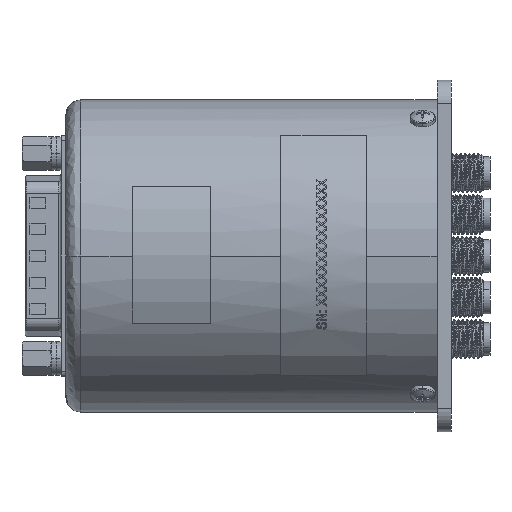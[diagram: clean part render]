
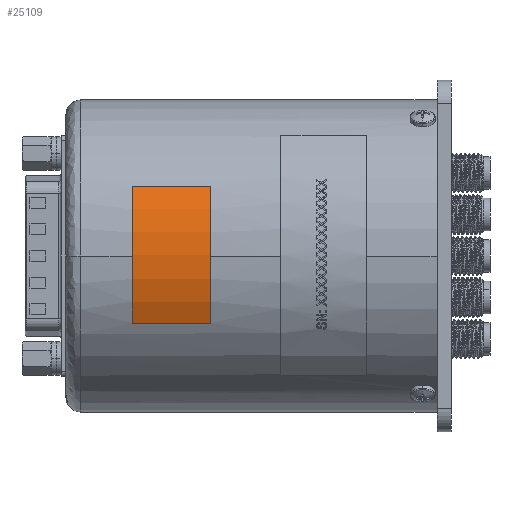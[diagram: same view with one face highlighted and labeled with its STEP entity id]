
A CAD part, left-side view. The second image highlights one B-rep face of the part: STEP entity #25109.
In plain terms, the highlighted cylindrical face has radius 25.624 mm (diameter 51.248 mm), a partial arc.
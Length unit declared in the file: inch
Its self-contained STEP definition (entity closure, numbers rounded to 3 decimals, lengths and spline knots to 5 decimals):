
#2724 = CARTESIAN_POINT ( 'NONE',  ( 0., 1.95, 0. ) ) ;
#3212 = CARTESIAN_POINT ( 'NONE',  ( 0.44279, 1.95, 0.90646 ) ) ;
#3390 = VERTEX_POINT ( 'NONE', #9992 ) ;
#3594 = CARTESIAN_POINT ( 'NONE',  ( 0., 1.95, 0. ) ) ;
#6948 = EDGE_CURVE ( 'NONE', #3390, #8562, #23568, .T. ) ;
#7893 = VECTOR ( 'NONE', #21503, 39.37008 ) ;
#8562 = VERTEX_POINT ( 'NONE', #24716 ) ;
#8869 = DIRECTION ( 'NONE',  ( 0., 0., -1. ) ) ;
#9992 = CARTESIAN_POINT ( 'NONE',  ( -0.43268, 1.95, 0.91133 ) ) ;
#11221 = DIRECTION ( 'NONE',  ( 0., -1., 0. ) ) ;
#11380 = AXIS2_PLACEMENT_3D ( 'NONE', #28422, #17121, #8869 ) ;
#11589 = DIRECTION ( 'NONE',  ( 0., 0., -1. ) ) ;
#14830 = CYLINDRICAL_SURFACE ( 'NONE', #43167, 1.00883 ) ;
#15409 = EDGE_CURVE ( 'NONE', #45883, #3390, #27278, .T. ) ;
#16544 = ORIENTED_EDGE ( 'NONE', *, *, #27731, .F. ) ;
#17121 = DIRECTION ( 'NONE',  ( 0., -1., 0. ) ) ;
#21503 = DIRECTION ( 'NONE',  ( 0., -1., 0. ) ) ;
#22925 = DIRECTION ( 'NONE',  ( 0., -1., 0. ) ) ;
#23055 = DIRECTION ( 'NONE',  ( 0., -1., 0. ) ) ;
#23566 = ORIENTED_EDGE ( 'NONE', *, *, #6948, .T. ) ;
#23568 = LINE ( 'NONE', #47356, #43149 ) ;
#24716 = CARTESIAN_POINT ( 'NONE',  ( -0.43268, 1.45, 0.91133 ) ) ;
#25109 = ADVANCED_FACE ( 'NONE', ( #41939 ), #14830, .T. ) ;
#25254 = EDGE_LOOP ( 'NONE', ( #43047, #16544, #33887, #23566 ) ) ;
#25367 = CARTESIAN_POINT ( 'NONE',  ( 0.44279, 1.95, 0.90646 ) ) ;
#26302 = CARTESIAN_POINT ( 'NONE',  ( 0.44279, 1.45, 0.90646 ) ) ;
#27278 = CIRCLE ( 'NONE', #33872, 1.00883 ) ;
#27731 = EDGE_CURVE ( 'NONE', #45883, #30939, #29213, .T. ) ;
#28422 = CARTESIAN_POINT ( 'NONE',  ( 0., 1.45, 0. ) ) ;
#29213 = LINE ( 'NONE', #25367, #7893 ) ;
#30020 = DIRECTION ( 'NONE',  ( 0., 0., -1. ) ) ;
#30939 = VERTEX_POINT ( 'NONE', #26302 ) ;
#33592 = CIRCLE ( 'NONE', #11380, 1.00883 ) ;
#33872 = AXIS2_PLACEMENT_3D ( 'NONE', #3594, #22925, #11589 ) ;
#33887 = ORIENTED_EDGE ( 'NONE', *, *, #15409, .T. ) ;
#41939 = FACE_OUTER_BOUND ( 'NONE', #25254, .T. ) ;
#43047 = ORIENTED_EDGE ( 'NONE', *, *, #45933, .F. ) ;
#43149 = VECTOR ( 'NONE', #23055, 39.37008 ) ;
#43167 = AXIS2_PLACEMENT_3D ( 'NONE', #2724, #11221, #30020 ) ;
#45883 = VERTEX_POINT ( 'NONE', #3212 ) ;
#45933 = EDGE_CURVE ( 'NONE', #30939, #8562, #33592, .T. ) ;
#47356 = CARTESIAN_POINT ( 'NONE',  ( -0.43268, 1.95, 0.91133 ) ) ;
